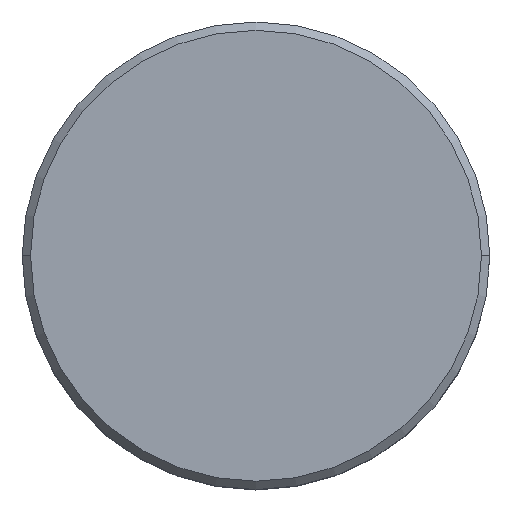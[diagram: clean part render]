
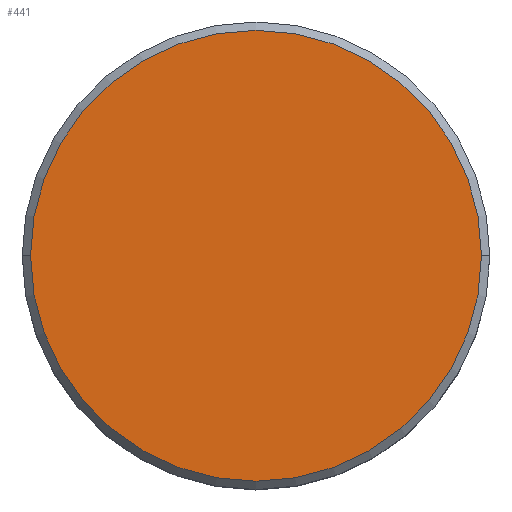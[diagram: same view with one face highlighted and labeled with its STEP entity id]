
A CAD part, top view. The second image highlights one B-rep face of the part: STEP entity #441.
In plain terms, the highlighted planar face has unit normal (0, 0, 1).
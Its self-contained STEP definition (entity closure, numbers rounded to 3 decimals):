
#9 = AXIS2_PLACEMENT_3D ( 'NONE', #275, #87, #232 ) ;
#15 = AXIS2_PLACEMENT_3D ( 'NONE', #446, #453, #254 ) ;
#63 = ORIENTED_EDGE ( 'NONE', *, *, #389, .T. ) ;
#87 = DIRECTION ( 'NONE',  ( 0., 0., 1. ) ) ;
#89 = VERTEX_POINT ( 'NONE', #380 ) ;
#101 = EDGE_CURVE ( 'NONE', #89, #248, #354, .T. ) ;
#116 = EDGE_LOOP ( 'NONE', ( #349, #63 ) ) ;
#141 = DIRECTION ( 'NONE',  ( 1., 0., 0. ) ) ;
#143 = CIRCLE ( 'NONE', #187, 13.5 ) ;
#187 = AXIS2_PLACEMENT_3D ( 'NONE', #434, #372, #141 ) ;
#191 = FACE_OUTER_BOUND ( 'NONE', #116, .T. ) ;
#232 = DIRECTION ( 'NONE',  ( 1., 0., 0. ) ) ;
#248 = VERTEX_POINT ( 'NONE', #392 ) ;
#254 = DIRECTION ( 'NONE',  ( 1., 0., 0. ) ) ;
#275 = CARTESIAN_POINT ( 'NONE',  ( 0., 0., 0. ) ) ;
#349 = ORIENTED_EDGE ( 'NONE', *, *, #101, .T. ) ;
#354 = CIRCLE ( 'NONE', #15, 13.5 ) ;
#372 = DIRECTION ( 'NONE',  ( 0., 0., 1. ) ) ;
#378 = PLANE ( 'NONE',  #9 ) ;
#380 = CARTESIAN_POINT ( 'NONE',  ( -13.5, 0., 0. ) ) ;
#389 = EDGE_CURVE ( 'NONE', #248, #89, #143, .T. ) ;
#392 = CARTESIAN_POINT ( 'NONE',  ( 13.5, 0., 0. ) ) ;
#434 = CARTESIAN_POINT ( 'NONE',  ( 0., 0., 0. ) ) ;
#441 = ADVANCED_FACE ( 'NONE', ( #191 ), #378, .T. ) ;
#446 = CARTESIAN_POINT ( 'NONE',  ( 0., 0., 0. ) ) ;
#453 = DIRECTION ( 'NONE',  ( 0., 0., 1. ) ) ;
